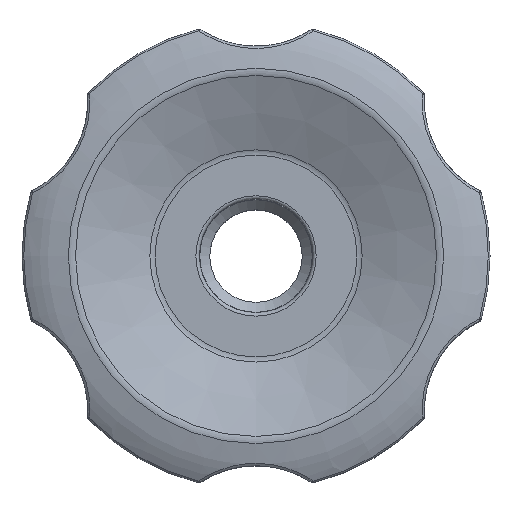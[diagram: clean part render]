
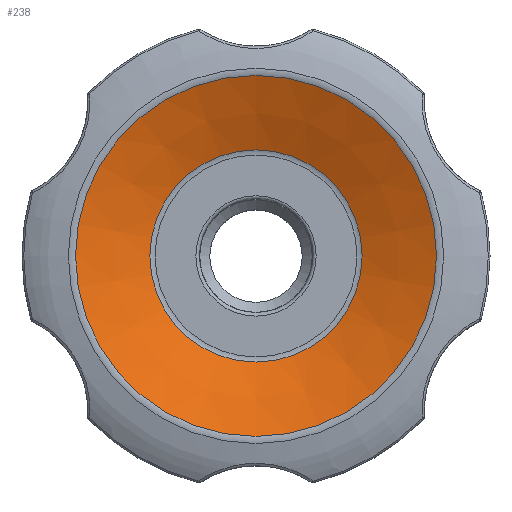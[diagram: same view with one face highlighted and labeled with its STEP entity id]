
A CAD part, top view. The second image highlights one B-rep face of the part: STEP entity #238.
In plain terms, the highlighted conical face has half-angle 67.38 degrees and reference radius 26.997 mm.
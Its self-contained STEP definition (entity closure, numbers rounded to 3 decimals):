
#238 = ADVANCED_FACE( '', ( #519, #520 ), #521, .F. );
#519 = FACE_BOUND( '', #2264, .T. );
#520 = FACE_OUTER_BOUND( '', #2265, .T. );
#521 = CONICAL_SURFACE( '', #2266, 26.997, 1.176 );
#2264 = EDGE_LOOP( '', ( #3278 ) );
#2265 = EDGE_LOOP( '', ( #3279 ) );
#2266 = AXIS2_PLACEMENT_3D( '', #3280, #3281, #3282 );
#3278 = ORIENTED_EDGE( '', *, *, #3687, .F. );
#3279 = ORIENTED_EDGE( '', *, *, #3724, .T. );
#3280 = CARTESIAN_POINT( '', ( 0., 0., 39.791 ) );
#3281 = DIRECTION( '', ( 0., 0., 1. ) );
#3282 = DIRECTION( '', ( 0., -1., 0. ) );
#3687 = EDGE_CURVE( '', #4031, #4031, #4032, .T. );
#3724 = EDGE_CURVE( '', #4075, #4075, #4076, .T. );
#4031 = VERTEX_POINT( '', #5424 );
#4032 = CIRCLE( '', #5425, 15.869 );
#4075 = VERTEX_POINT( '', #5570 );
#4076 = CIRCLE( '', #5571, 26.997 );
#5424 = CARTESIAN_POINT( '', ( 0., -15.869, 35.154 ) );
#5425 = AXIS2_PLACEMENT_3D( '', #5960, #5961, #5962 );
#5570 = CARTESIAN_POINT( '', ( 0., -26.997, 39.791 ) );
#5571 = AXIS2_PLACEMENT_3D( '', #6007, #6008, #6009 );
#5960 = CARTESIAN_POINT( '', ( 0., 0., 35.154 ) );
#5961 = DIRECTION( '', ( 0., 0., 1. ) );
#5962 = DIRECTION( '', ( 0., -1., 0. ) );
#6007 = CARTESIAN_POINT( '', ( 0., 0., 39.791 ) );
#6008 = DIRECTION( '', ( 0., 0., 1. ) );
#6009 = DIRECTION( '', ( 0., -1., 0. ) );
